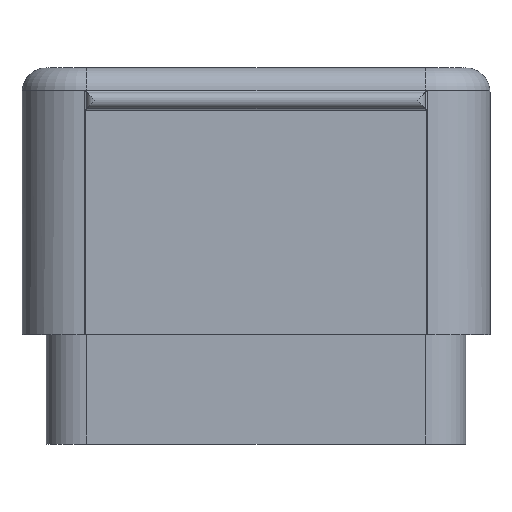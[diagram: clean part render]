
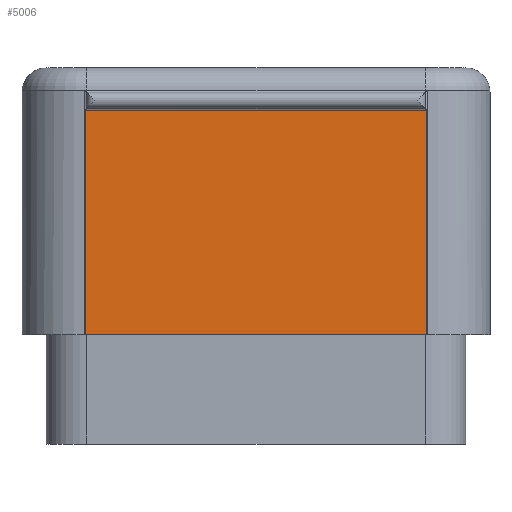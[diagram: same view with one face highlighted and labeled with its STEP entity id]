
A CAD part, left-side view. The second image highlights one B-rep face of the part: STEP entity #5006.
In plain terms, the highlighted planar face has unit normal (-1, 0, 0).
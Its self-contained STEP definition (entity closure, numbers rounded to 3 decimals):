
#398=PLANE('',#5437);
#595=FACE_OUTER_BOUND('',#902,.T.);
#902=EDGE_LOOP('',(#3993,#3994,#3995,#3996));
#1256=LINE('',#8888,#1644);
#1257=LINE('',#8907,#1645);
#1258=LINE('',#8909,#1646);
#1259=LINE('',#8910,#1647);
#1644=VECTOR('',#6343,10.);
#1645=VECTOR('',#6346,10.);
#1646=VECTOR('',#6347,10.);
#1647=VECTOR('',#6348,10.);
#2242=VERTEX_POINT('',#8870);
#2243=VERTEX_POINT('',#8887);
#2244=VERTEX_POINT('',#8906);
#2245=VERTEX_POINT('',#8908);
#2863=EDGE_CURVE('',#2242,#2243,#1256,.T.);
#2865=EDGE_CURVE('',#2242,#2244,#1257,.F.);
#2866=EDGE_CURVE('',#2245,#2244,#1258,.T.);
#2867=EDGE_CURVE('',#2243,#2245,#1259,.T.);
#3993=ORIENTED_EDGE('',*,*,#2863,.F.);
#3994=ORIENTED_EDGE('',*,*,#2865,.T.);
#3995=ORIENTED_EDGE('',*,*,#2866,.F.);
#3996=ORIENTED_EDGE('',*,*,#2867,.F.);
#5006=ADVANCED_FACE('',(#595),#398,.T.);
#5437=AXIS2_PLACEMENT_3D('',#8905,#6344,#6345);
#6343=DIRECTION('',(0.,-1.,0.));
#6344=DIRECTION('center_axis',(-1.,0.,0.));
#6345=DIRECTION('ref_axis',(0.,1.,0.));
#6346=DIRECTION('',(0.,0.,1.));
#6347=DIRECTION('',(0.,1.,0.));
#6348=DIRECTION('',(0.,0.,-1.));
#8870=CARTESIAN_POINT('',(-20.452,34.692,21.25));
#8887=CARTESIAN_POINT('',(-20.452,-7.59,21.25));
#8888=CARTESIAN_POINT('',(-20.452,13.551,21.25));
#8905=CARTESIAN_POINT('Origin',(-20.452,-7.383,13.5));
#8906=CARTESIAN_POINT('',(-20.452,34.692,-6.5));
#8907=CARTESIAN_POINT('',(-20.452,34.692,13.5));
#8908=CARTESIAN_POINT('',(-20.452,-7.59,-6.5));
#8909=CARTESIAN_POINT('',(-20.452,3.084,-6.5));
#8910=CARTESIAN_POINT('',(-20.452,-7.59,13.5));
